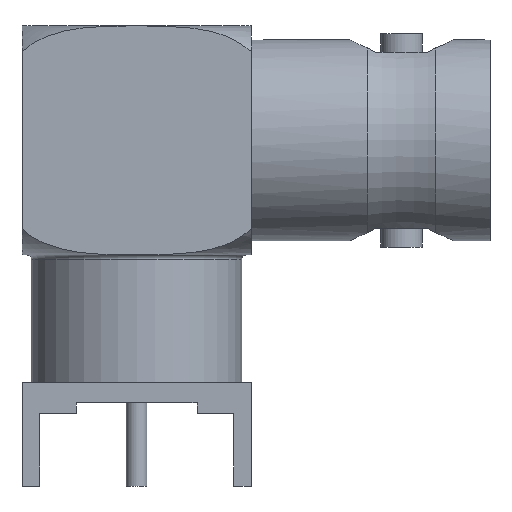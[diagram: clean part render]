
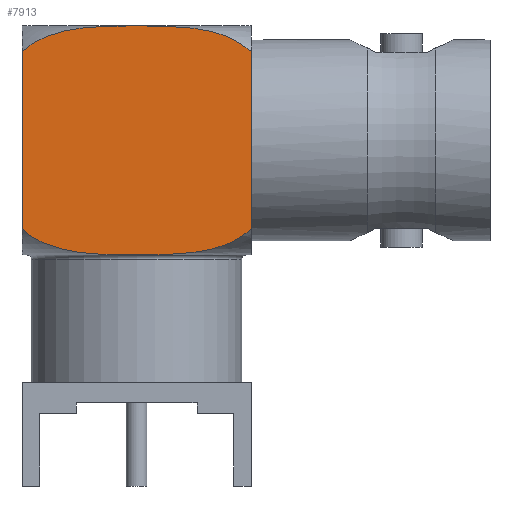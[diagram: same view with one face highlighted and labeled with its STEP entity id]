
A CAD part, left-side view. The second image highlights one B-rep face of the part: STEP entity #7913.
In plain terms, the highlighted planar face has unit normal (-1, 0, 0).
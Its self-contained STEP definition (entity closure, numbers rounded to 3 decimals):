
#135=B_SPLINE_CURVE_WITH_KNOTS('',3,(#12184,#12185,#12186,#12187,#12188,
#12189,#12190,#12191,#12192),.UNSPECIFIED.,.F.,.F.,(4,1,1,1,1,1,4),(0.026,
0.027,0.029,0.031,0.034,
0.036,0.037),.UNSPECIFIED.);
#138=B_SPLINE_CURVE_WITH_KNOTS('',3,(#12225,#12226,#12227,#12228,#12229,
#12230,#12231,#12232,#12233),.UNSPECIFIED.,.F.,.F.,(4,1,1,1,1,1,4),(0.026,
0.027,0.029,0.031,0.034,
0.036,0.037),.UNSPECIFIED.);
#350=LINE('',#12223,#932);
#351=LINE('',#12235,#933);
#932=VECTOR('',#9579,1000.);
#933=VECTOR('',#9580,1000.);
#1483=PLANE('',#8529);
#1900=ORIENTED_EDGE('',*,*,#4297,.F.);
#1901=ORIENTED_EDGE('',*,*,#4304,.T.);
#1902=ORIENTED_EDGE('',*,*,#4305,.T.);
#1903=ORIENTED_EDGE('',*,*,#4306,.F.);
#4297=EDGE_CURVE('',#5500,#5501,#135,.T.);
#4304=EDGE_CURVE('',#5500,#5506,#350,.T.);
#4305=EDGE_CURVE('',#5506,#5507,#138,.T.);
#4306=EDGE_CURVE('',#5501,#5507,#351,.T.);
#5500=VERTEX_POINT('',#12183);
#5501=VERTEX_POINT('',#12193);
#5506=VERTEX_POINT('',#12224);
#5507=VERTEX_POINT('',#12234);
#6629=EDGE_LOOP('',(#1900,#1901,#1902,#1903));
#7225=FACE_BOUND('',#6629,.T.);
#7913=ADVANCED_FACE('',(#7225),#1483,.F.);
#8529=AXIS2_PLACEMENT_3D('',#12222,#9577,#9578);
#9577=DIRECTION('',(1.,0.,0.));
#9578=DIRECTION('',(0.,0.,-1.));
#9579=DIRECTION('',(0.,0.,1.));
#9580=DIRECTION('',(0.,0.,1.));
#12183=CARTESIAN_POINT('',(-5.5,0.,-4.25));
#12184=CARTESIAN_POINT('',(-5.5,0.,-4.25));
#12185=CARTESIAN_POINT('',(-5.5,0.353,-4.583));
#12186=CARTESIAN_POINT('',(-5.5,1.204,-5.076));
#12187=CARTESIAN_POINT('',(-5.5,3.099,-5.503));
#12188=CARTESIAN_POINT('',(-5.5,5.52,-5.486));
#12189=CARTESIAN_POINT('',(-5.5,7.926,-5.5));
#12190=CARTESIAN_POINT('',(-5.5,9.803,-5.073));
#12191=CARTESIAN_POINT('',(-5.5,10.65,-4.58));
#12192=CARTESIAN_POINT('',(-5.5,11.,-4.25));
#12193=CARTESIAN_POINT('',(-5.5,11.,-4.25));
#12222=CARTESIAN_POINT('',(-5.5,11.,-5.5));
#12223=CARTESIAN_POINT('',(-5.5,0.,-5.5));
#12224=CARTESIAN_POINT('',(-5.5,0.,4.25));
#12225=CARTESIAN_POINT('',(-5.5,0.,4.25));
#12226=CARTESIAN_POINT('',(-5.5,0.353,4.583));
#12227=CARTESIAN_POINT('',(-5.5,1.204,5.076));
#12228=CARTESIAN_POINT('',(-5.5,3.099,5.503));
#12229=CARTESIAN_POINT('',(-5.5,5.52,5.486));
#12230=CARTESIAN_POINT('',(-5.5,7.926,5.5));
#12231=CARTESIAN_POINT('',(-5.5,9.803,5.073));
#12232=CARTESIAN_POINT('',(-5.5,10.65,4.58));
#12233=CARTESIAN_POINT('',(-5.5,11.,4.25));
#12234=CARTESIAN_POINT('',(-5.5,11.,4.25));
#12235=CARTESIAN_POINT('',(-5.5,11.,-5.5));
